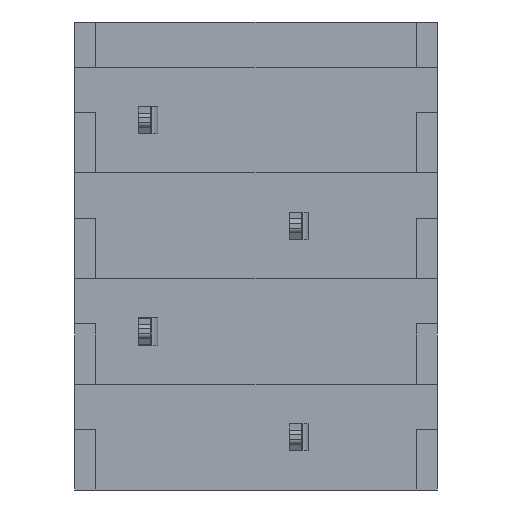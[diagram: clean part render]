
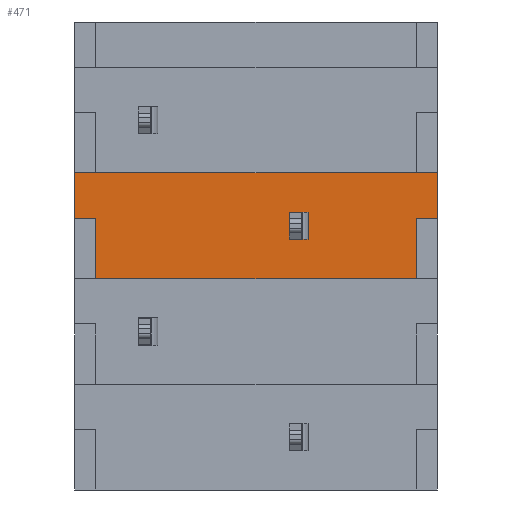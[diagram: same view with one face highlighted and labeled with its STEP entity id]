
A CAD part, front view. The second image highlights one B-rep face of the part: STEP entity #471.
In plain terms, the highlighted planar face has unit normal (0, -1, 0).
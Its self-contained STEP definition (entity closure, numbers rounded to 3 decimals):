
#182 = CARTESIAN_POINT ( 'NONE',  ( 0., 0.3, 0. ) ) ;
#227 = DIRECTION ( 'NONE',  ( 0., 0., 1. ) ) ;
#336 = EDGE_CURVE ( 'NONE', #7531, #13850, #12534, .T. ) ;
#389 = CARTESIAN_POINT ( 'NONE',  ( 7.1, 0.3, -1.3 ) ) ;
#471 = ADVANCED_FACE ( 'NONE', ( #11535, #11320 ), #9101, .T. ) ;
#650 = EDGE_CURVE ( 'NONE', #3275, #13064, #5887, .T. ) ;
#672 = CARTESIAN_POINT ( 'NONE',  ( 11.704, 0.3, -3.5 ) ) ;
#1210 = VECTOR ( 'NONE', #6528, 1000. ) ;
#1489 = CARTESIAN_POINT ( 'NONE',  ( 7.5, 0.3, -2.2 ) ) ;
#1636 = VECTOR ( 'NONE', #1900, 1000. ) ;
#1735 = CARTESIAN_POINT ( 'NONE',  ( 11.3, 0.3, -1.5 ) ) ;
#1741 = VERTEX_POINT ( 'NONE', #2428 ) ;
#1900 = DIRECTION ( 'NONE',  ( 1., 0., 0. ) ) ;
#2047 = DIRECTION ( 'NONE',  ( 1., 0., 0. ) ) ;
#2094 = ORIENTED_EDGE ( 'NONE', *, *, #10786, .T. ) ;
#2159 = CARTESIAN_POINT ( 'NONE',  ( 11.3, 0.3, -3.5 ) ) ;
#2213 = CARTESIAN_POINT ( 'NONE',  ( -0.2, 0.3, 0. ) ) ;
#2428 = CARTESIAN_POINT ( 'NONE',  ( 12., 0.3, -1.5 ) ) ;
#2470 = LINE ( 'NONE', #7786, #4337 ) ;
#2531 = LINE ( 'NONE', #3478, #13403 ) ;
#2532 = DIRECTION ( 'NONE',  ( -1., 0., 0. ) ) ;
#2703 = ORIENTED_EDGE ( 'NONE', *, *, #14164, .F. ) ;
#2738 = VECTOR ( 'NONE', #227, 1000. ) ;
#2790 = AXIS2_PLACEMENT_3D ( 'NONE', #10819, #6206, #2047 ) ;
#2897 = CARTESIAN_POINT ( 'NONE',  ( 0.7, 0.3, -1.5 ) ) ;
#3196 = VERTEX_POINT ( 'NONE', #13528 ) ;
#3275 = VERTEX_POINT ( 'NONE', #1489 ) ;
#3456 = EDGE_CURVE ( 'NONE', #10511, #3275, #2470, .T. ) ;
#3478 = CARTESIAN_POINT ( 'NONE',  ( 12., 0.3, -3.5 ) ) ;
#3566 = VECTOR ( 'NONE', #12660, 1000. ) ;
#3711 = EDGE_CURVE ( 'NONE', #13850, #3196, #11846, .T. ) ;
#3736 = EDGE_LOOP ( 'NONE', ( #8757, #8626, #13660, #2703 ) ) ;
#3773 = VERTEX_POINT ( 'NONE', #12329 ) ;
#3903 = LINE ( 'NONE', #2897, #3566 ) ;
#3905 = CARTESIAN_POINT ( 'NONE',  ( 0.7, 0.3, -1.5 ) ) ;
#4302 = ORIENTED_EDGE ( 'NONE', *, *, #6780, .T. ) ;
#4337 = VECTOR ( 'NONE', #6711, 1000. ) ;
#4885 = CARTESIAN_POINT ( 'NONE',  ( 0.7, 0.3, -1.3 ) ) ;
#4896 = CARTESIAN_POINT ( 'NONE',  ( 0.7, 0.3, -2.2 ) ) ;
#4955 = LINE ( 'NONE', #4885, #10693 ) ;
#5102 = DIRECTION ( 'NONE',  ( -1., 0., 0. ) ) ;
#5378 = DIRECTION ( 'NONE',  ( 0., 0., -1. ) ) ;
#5586 = LINE ( 'NONE', #5655, #2738 ) ;
#5655 = CARTESIAN_POINT ( 'NONE',  ( 7.1, 0.3, -3.5 ) ) ;
#5867 = CARTESIAN_POINT ( 'NONE',  ( 0., 0.3, -1.5 ) ) ;
#5887 = LINE ( 'NONE', #4896, #12449 ) ;
#5933 = EDGE_CURVE ( 'NONE', #1741, #3196, #2531, .T. ) ;
#6206 = DIRECTION ( 'NONE',  ( 0., -1., 0. ) ) ;
#6528 = DIRECTION ( 'NONE',  ( 0., 0., 1. ) ) ;
#6684 = VECTOR ( 'NONE', #11456, 1000. ) ;
#6711 = DIRECTION ( 'NONE',  ( 0., 0., -1. ) ) ;
#6780 = EDGE_CURVE ( 'NONE', #7531, #10678, #3903, .T. ) ;
#7308 = VERTEX_POINT ( 'NONE', #11873 ) ;
#7522 = LINE ( 'NONE', #2159, #1210 ) ;
#7531 = VERTEX_POINT ( 'NONE', #5867 ) ;
#7542 = CARTESIAN_POINT ( 'NONE',  ( 7.5, 0.3, -1.3 ) ) ;
#7619 = CARTESIAN_POINT ( 'NONE',  ( 7.1, 0.3, -2.2 ) ) ;
#7786 = CARTESIAN_POINT ( 'NONE',  ( 7.5, 0.3, -3.5 ) ) ;
#7794 = ORIENTED_EDGE ( 'NONE', *, *, #12096, .T. ) ;
#8303 = EDGE_CURVE ( 'NONE', #13064, #12906, #5586, .T. ) ;
#8345 = EDGE_LOOP ( 'NONE', ( #8416, #7794, #2094, #13967, #8591, #8724, #13486, #4302 ) ) ;
#8416 = ORIENTED_EDGE ( 'NONE', *, *, #10518, .T. ) ;
#8591 = ORIENTED_EDGE ( 'NONE', *, *, #5933, .T. ) ;
#8626 = ORIENTED_EDGE ( 'NONE', *, *, #650, .T. ) ;
#8724 = ORIENTED_EDGE ( 'NONE', *, *, #3711, .F. ) ;
#8757 = ORIENTED_EDGE ( 'NONE', *, *, #3456, .T. ) ;
#9101 = PLANE ( 'NONE',  #2790 ) ;
#9342 = CARTESIAN_POINT ( 'NONE',  ( 0.7, 0.3, -1.5 ) ) ;
#9436 = LINE ( 'NONE', #3905, #13557 ) ;
#10341 = EDGE_CURVE ( 'NONE', #1741, #10673, #9436, .T. ) ;
#10511 = VERTEX_POINT ( 'NONE', #7542 ) ;
#10518 = EDGE_CURVE ( 'NONE', #10678, #3773, #13154, .T. ) ;
#10532 = LINE ( 'NONE', #672, #1636 ) ;
#10673 = VERTEX_POINT ( 'NONE', #1735 ) ;
#10678 = VERTEX_POINT ( 'NONE', #9342 ) ;
#10693 = VECTOR ( 'NONE', #12646, 1000. ) ;
#10786 = EDGE_CURVE ( 'NONE', #7308, #10673, #7522, .T. ) ;
#10819 = CARTESIAN_POINT ( 'NONE',  ( 0.7, 0.3, -3.5 ) ) ;
#11320 = FACE_BOUND ( 'NONE', #3736, .T. ) ;
#11456 = DIRECTION ( 'NONE',  ( 0., 0., 1. ) ) ;
#11535 = FACE_OUTER_BOUND ( 'NONE', #8345, .T. ) ;
#11846 = LINE ( 'NONE', #2213, #13778 ) ;
#11873 = CARTESIAN_POINT ( 'NONE',  ( 11.3, 0.3, -3.5 ) ) ;
#12096 = EDGE_CURVE ( 'NONE', #3773, #7308, #10532, .T. ) ;
#12230 = DIRECTION ( 'NONE',  ( 0., 0., 1. ) ) ;
#12329 = CARTESIAN_POINT ( 'NONE',  ( 0.7, 0.3, -3.5 ) ) ;
#12449 = VECTOR ( 'NONE', #2532, 1000. ) ;
#12461 = CARTESIAN_POINT ( 'NONE',  ( 0., 0.3, -3.5 ) ) ;
#12534 = LINE ( 'NONE', #12461, #6684 ) ;
#12646 = DIRECTION ( 'NONE',  ( -1., 0., 0. ) ) ;
#12660 = DIRECTION ( 'NONE',  ( 1., 0., 0. ) ) ;
#12906 = VERTEX_POINT ( 'NONE', #389 ) ;
#13064 = VERTEX_POINT ( 'NONE', #7619 ) ;
#13090 = CARTESIAN_POINT ( 'NONE',  ( 0.7, 0.3, -3.5 ) ) ;
#13154 = LINE ( 'NONE', #13090, #13346 ) ;
#13346 = VECTOR ( 'NONE', #5378, 1000. ) ;
#13403 = VECTOR ( 'NONE', #12230, 1000. ) ;
#13486 = ORIENTED_EDGE ( 'NONE', *, *, #336, .F. ) ;
#13528 = CARTESIAN_POINT ( 'NONE',  ( 12., 0.3, 0. ) ) ;
#13557 = VECTOR ( 'NONE', #5102, 1000. ) ;
#13660 = ORIENTED_EDGE ( 'NONE', *, *, #8303, .T. ) ;
#13778 = VECTOR ( 'NONE', #14107, 1000. ) ;
#13850 = VERTEX_POINT ( 'NONE', #182 ) ;
#13967 = ORIENTED_EDGE ( 'NONE', *, *, #10341, .F. ) ;
#14107 = DIRECTION ( 'NONE',  ( 1., 0., 0. ) ) ;
#14164 = EDGE_CURVE ( 'NONE', #10511, #12906, #4955, .T. ) ;
